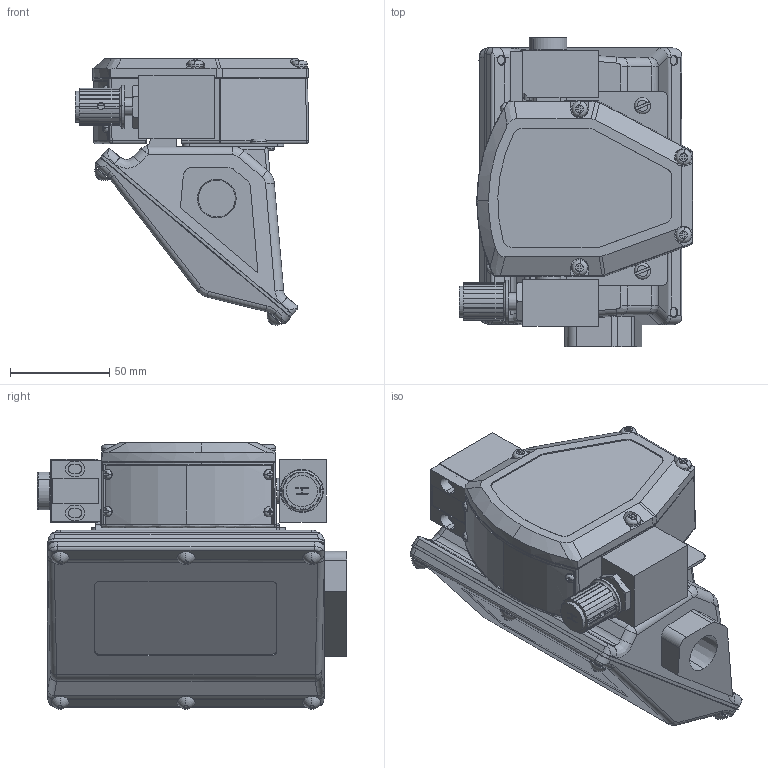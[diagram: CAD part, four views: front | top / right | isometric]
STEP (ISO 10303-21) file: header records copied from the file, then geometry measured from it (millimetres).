
FILE_DESCRIPTION (( 'STEP AP203' ), '1' );
FILE_NAME ('3750C-A-1-D-B-A-0.STEP', '2020-05-13T13:52:38', ( '' ), ( '' ), 'SwSTEP 2.0', 'SolidWorks 2019', '' );
FILE_SCHEMA (( 'CONFIG_CONTROL_DESIGN' ));
Length unit declared in the file: inch
Products named in the file (9): 947N091; 452z350_a; 3750C-A-1-D-B-A-0; 441C588; 3750C-ABCDEF-1-D-A-A-A-D; 617b001_ag; 753a330_a-screw  machine; 092c031_m; 106Y757
Assembly tree (9 placements, depth 3):
  3750C-A-1-D-B-A-0
    3750C-ABCDEF-1-D-A-A-A-D
      092c031_m
      452z350_a
      617b001_ag
      947N091
    441C588
    106Y757
    753a330_a-screw  machine  x2
Bounding box: 117.68 x 155.97 x 134.28 mm (x, y, z)
Volume: 165102.2 mm3; surface area: 225978.3 mm2
Topology: 19 solids, 33 shells, 1408 faces, 3660 edges, 2334 vertices
Faces by surface type: plane 585, cylinder 433, bspline 183, cone 173, torus 34
Entity records: 53843 total; most frequent: CARTESIAN_POINT 20994, ORIENTED_EDGE 7140, DIRECTION 5905, EDGE_CURVE 3576, VERTEX_POINT 2310, AXIS2_PLACEMENT_3D 2111, VECTOR 1683, LINE 1683
